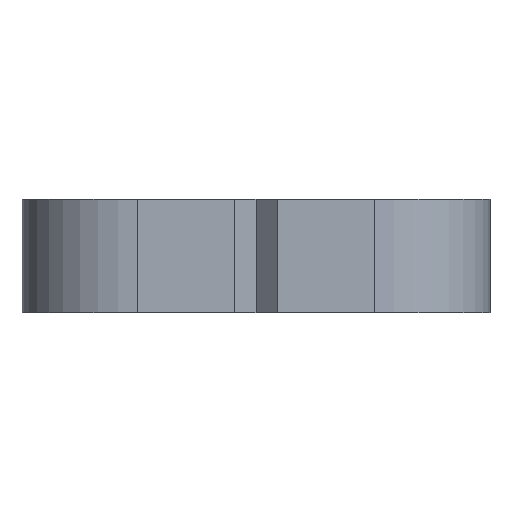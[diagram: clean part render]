
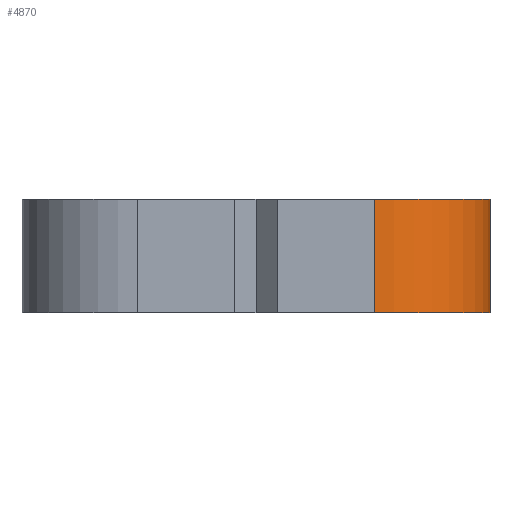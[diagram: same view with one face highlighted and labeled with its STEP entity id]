
A CAD part, left-side view. The second image highlights one B-rep face of the part: STEP entity #4870.
In plain terms, the highlighted cylindrical face has radius 6.2 mm (diameter 12.4 mm), a partial arc.
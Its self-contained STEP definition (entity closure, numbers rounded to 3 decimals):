
#143 = DIRECTION ( 'NONE',  ( 0., 0., -1. ) ) ;
#304 = FACE_OUTER_BOUND ( 'NONE', #8643, .T. ) ;
#730 = DIRECTION ( 'NONE',  ( 1., 0., 0. ) ) ;
#864 = DIRECTION ( 'NONE',  ( 1., 0., 0. ) ) ;
#967 = CARTESIAN_POINT ( 'NONE',  ( -12.7, -6.35, 1. ) ) ;
#1043 = EDGE_CURVE ( 'NONE', #3006, #8567, #4917, .T. ) ;
#1399 = LINE ( 'NONE', #7364, #5945 ) ;
#1590 = EDGE_CURVE ( 'NONE', #9209, #8504, #1399, .T. ) ;
#1965 = EDGE_CURVE ( 'NONE', #8567, #8504, #2454, .T. ) ;
#2382 = CARTESIAN_POINT ( 'NONE',  ( -12.7, -12.55, -3.05 ) ) ;
#2454 = CIRCLE ( 'NONE', #7505, 6.2 ) ;
#2573 = ORIENTED_EDGE ( 'NONE', *, *, #1590, .F. ) ;
#3006 = VERTEX_POINT ( 'NONE', #3211 ) ;
#3211 = CARTESIAN_POINT ( 'NONE',  ( -18.9, -6.35, 3.05 ) ) ;
#3633 = DIRECTION ( 'NONE',  ( 0., 0., -1. ) ) ;
#4232 = CARTESIAN_POINT ( 'NONE',  ( -12.7, -12.55, 3.05 ) ) ;
#4826 = DIRECTION ( 'NONE',  ( 0., 0., -1. ) ) ;
#4870 = ADVANCED_FACE ( 'NONE', ( #304 ), #8860, .T. ) ;
#4917 = LINE ( 'NONE', #8707, #7408 ) ;
#5203 = ORIENTED_EDGE ( 'NONE', *, *, #1043, .T. ) ;
#5877 = DIRECTION ( 'NONE',  ( 0., 0., 1. ) ) ;
#5883 = CARTESIAN_POINT ( 'NONE',  ( -18.9, -6.35, -3.05 ) ) ;
#5945 = VECTOR ( 'NONE', #4826, 1000. ) ;
#5996 = DIRECTION ( 'NONE',  ( 0., 0., 1. ) ) ;
#6047 = CIRCLE ( 'NONE', #7735, 6.2 ) ;
#6106 = DIRECTION ( 'NONE',  ( -1., 0., 0. ) ) ;
#7364 = CARTESIAN_POINT ( 'NONE',  ( -12.7, -12.55, 1. ) ) ;
#7408 = VECTOR ( 'NONE', #3633, 1000. ) ;
#7469 = EDGE_CURVE ( 'NONE', #3006, #9209, #6047, .T. ) ;
#7505 = AXIS2_PLACEMENT_3D ( 'NONE', #11039, #5996, #864 ) ;
#7735 = AXIS2_PLACEMENT_3D ( 'NONE', #10910, #5877, #730 ) ;
#8447 = ORIENTED_EDGE ( 'NONE', *, *, #1965, .T. ) ;
#8504 = VERTEX_POINT ( 'NONE', #2382 ) ;
#8567 = VERTEX_POINT ( 'NONE', #5883 ) ;
#8643 = EDGE_LOOP ( 'NONE', ( #5203, #8447, #2573, #9615 ) ) ;
#8707 = CARTESIAN_POINT ( 'NONE',  ( -18.9, -6.35, 1. ) ) ;
#8860 = CYLINDRICAL_SURFACE ( 'NONE', #9960, 6.2 ) ;
#9209 = VERTEX_POINT ( 'NONE', #4232 ) ;
#9615 = ORIENTED_EDGE ( 'NONE', *, *, #7469, .F. ) ;
#9960 = AXIS2_PLACEMENT_3D ( 'NONE', #967, #143, #6106 ) ;
#10910 = CARTESIAN_POINT ( 'NONE',  ( -12.7, -6.35, 3.05 ) ) ;
#11039 = CARTESIAN_POINT ( 'NONE',  ( -12.7, -6.35, -3.05 ) ) ;
